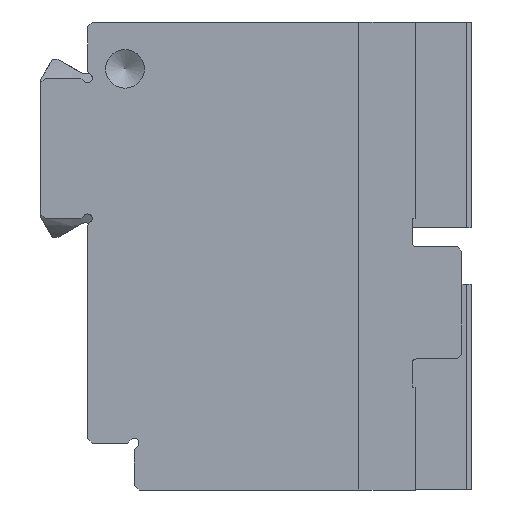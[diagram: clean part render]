
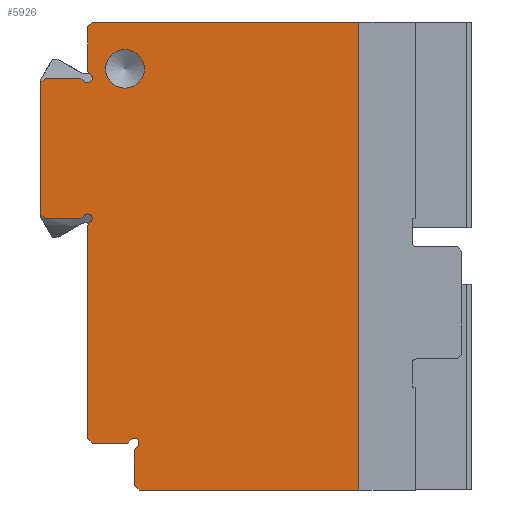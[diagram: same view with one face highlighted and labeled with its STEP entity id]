
A CAD part, left-side view. The second image highlights one B-rep face of the part: STEP entity #5926.
In plain terms, the highlighted planar face has unit normal (-1, 0, 0).
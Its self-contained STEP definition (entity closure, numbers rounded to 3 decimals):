
#4890=CARTESIAN_POINT('',(-72.83,-10.064,-1.515));
#4891=VERTEX_POINT('',#4890);
#4899=CARTESIAN_POINT('',(-72.83,-10.064,48.485));
#4900=VERTEX_POINT('',#4899);
#4907=CARTESIAN_POINT('',(-72.83,-10.064,-1.515));
#4908=DIRECTION('',(0.0,0.0,1.0));
#4909=VECTOR('',#4908,50.0);
#4910=LINE('',#4907,#4909);
#4911=EDGE_CURVE('',#4891,#4900,#4910,.T.);
#4960=CARTESIAN_POINT('',(-72.83,13.436,-1.515));
#4961=VERTEX_POINT('',#4960);
#4962=CARTESIAN_POINT('',(-72.83,-10.064,-1.515));
#4963=DIRECTION('',(0.0,1.0,0.0));
#4964=VECTOR('',#4963,23.5);
#4965=LINE('',#4962,#4964);
#4966=EDGE_CURVE('',#4891,#4961,#4965,.T.);
#5003=CARTESIAN_POINT('',(-72.83,23.436,27.485));
#5004=VERTEX_POINT('',#5003);
#5005=CARTESIAN_POINT('',(-72.83,23.936,27.985));
#5006=VERTEX_POINT('',#5005);
#5007=CARTESIAN_POINT('',(-72.83,23.436,27.485));
#5008=DIRECTION('',(0.0,0.707,0.707));
#5009=VECTOR('',#5008,0.707);
#5010=LINE('',#5007,#5009);
#5011=EDGE_CURVE('',#5004,#5006,#5010,.T.);
#5140=CARTESIAN_POINT('',(-72.83,23.936,41.985));
#5141=VERTEX_POINT('',#5140);
#5142=CARTESIAN_POINT('',(-72.83,23.936,41.985));
#5143=DIRECTION('',(0.0,0.0,-1.0));
#5144=VECTOR('',#5143,14.0);
#5145=LINE('',#5142,#5144);
#5146=EDGE_CURVE('',#5141,#5006,#5145,.T.);
#5726=CARTESIAN_POINT('',(-72.83,23.436,42.485));
#5727=VERTEX_POINT('',#5726);
#5728=CARTESIAN_POINT('',(-72.83,23.936,41.985));
#5729=DIRECTION('',(0.0,-0.707,0.707));
#5730=VECTOR('',#5729,0.707);
#5731=LINE('',#5728,#5730);
#5732=EDGE_CURVE('',#5141,#5727,#5731,.T.);
#5752=CARTESIAN_POINT('',(-72.83,14.615,25.198));
#5753=DIRECTION('',(1.0,0.0,0.0));
#5754=DIRECTION('',(0.0,0.0,-1.0));
#5755=AXIS2_PLACEMENT_3D('',#5752,#5753,#5754);
#5756=PLANE('',#5755);
#5757=ORIENTED_EDGE('',*,*,#4911,.T.);
#5758=CARTESIAN_POINT('',(-72.83,18.436,48.485));
#5759=VERTEX_POINT('',#5758);
#5760=CARTESIAN_POINT('',(-72.83,18.436,48.485));
#5761=DIRECTION('',(0.0,-1.0,0.0));
#5762=VECTOR('',#5761,28.5);
#5763=LINE('',#5760,#5762);
#5764=EDGE_CURVE('',#5759,#4900,#5763,.T.);
#5765=ORIENTED_EDGE('',*,*,#5764,.F.);
#5766=CARTESIAN_POINT('',(-72.83,18.936,47.985));
#5767=VERTEX_POINT('',#5766);
#5768=CARTESIAN_POINT('',(-72.83,18.936,47.985));
#5769=DIRECTION('',(0.0,-0.707,0.707));
#5770=VECTOR('',#5769,0.707);
#5771=LINE('',#5768,#5770);
#5772=EDGE_CURVE('',#5767,#5759,#5771,.T.);
#5773=ORIENTED_EDGE('',*,*,#5772,.F.);
#5774=CARTESIAN_POINT('',(-72.83,18.936,43.192));
#5775=VERTEX_POINT('',#5774);
#5776=CARTESIAN_POINT('',(-72.83,18.936,43.192));
#5777=DIRECTION('',(0.0,0.0,1.0));
#5778=VECTOR('',#5777,4.793);
#5779=LINE('',#5776,#5778);
#5780=EDGE_CURVE('',#5775,#5767,#5779,.T.);
#5781=ORIENTED_EDGE('',*,*,#5780,.F.);
#5782=CARTESIAN_POINT('',(-72.83,18.582,42.838));
#5783=VERTEX_POINT('',#5782);
#5784=CARTESIAN_POINT('',(-72.83,18.582,42.838));
#5785=DIRECTION('',(0.0,0.707,0.707));
#5786=VECTOR('',#5785,0.5);
#5787=LINE('',#5784,#5786);
#5788=EDGE_CURVE('',#5783,#5775,#5787,.T.);
#5789=ORIENTED_EDGE('',*,*,#5788,.F.);
#5790=CARTESIAN_POINT('',(-72.83,19.289,42.131));
#5791=VERTEX_POINT('',#5790);
#5792=CARTESIAN_POINT('',(-72.83,18.936,42.485));
#5793=DIRECTION('',(-1.,0.,0.));
#5794=DIRECTION('',(0.,-0.707,0.707));
#5795=AXIS2_PLACEMENT_3D('',#5792,#5793,#5794);
#5796=CIRCLE('',#5795,0.5);
#5797=EDGE_CURVE('',#5791,#5783,#5796,.T.);
#5798=ORIENTED_EDGE('',*,*,#5797,.F.);
#5799=CARTESIAN_POINT('',(-72.83,19.643,42.485));
#5800=VERTEX_POINT('',#5799);
#5801=CARTESIAN_POINT('',(-72.83,19.643,42.485));
#5802=DIRECTION('',(0.0,-0.707,-0.707));
#5803=VECTOR('',#5802,0.5);
#5804=LINE('',#5801,#5803);
#5805=EDGE_CURVE('',#5800,#5791,#5804,.T.);
#5806=ORIENTED_EDGE('',*,*,#5805,.F.);
#5807=CARTESIAN_POINT('',(-72.83,23.436,42.485));
#5808=DIRECTION('',(0.0,-1.0,0.0));
#5809=VECTOR('',#5808,3.793);
#5810=LINE('',#5807,#5809);
#5811=EDGE_CURVE('',#5727,#5800,#5810,.T.);
#5812=ORIENTED_EDGE('',*,*,#5811,.F.);
#5813=ORIENTED_EDGE('',*,*,#5732,.F.);
#5814=ORIENTED_EDGE('',*,*,#5146,.T.);
#5815=ORIENTED_EDGE('',*,*,#5011,.F.);
#5816=CARTESIAN_POINT('',(-72.83,19.643,27.485));
#5817=VERTEX_POINT('',#5816);
#5818=CARTESIAN_POINT('',(-72.83,19.643,27.485));
#5819=DIRECTION('',(0.0,1.0,0.0));
#5820=VECTOR('',#5819,3.793);
#5821=LINE('',#5818,#5820);
#5822=EDGE_CURVE('',#5817,#5004,#5821,.T.);
#5823=ORIENTED_EDGE('',*,*,#5822,.F.);
#5824=CARTESIAN_POINT('',(-72.83,19.289,27.838));
#5825=VERTEX_POINT('',#5824);
#5826=CARTESIAN_POINT('',(-72.83,19.289,27.838));
#5827=DIRECTION('',(0.0,0.707,-0.707));
#5828=VECTOR('',#5827,0.5);
#5829=LINE('',#5826,#5828);
#5830=EDGE_CURVE('',#5825,#5817,#5829,.T.);
#5831=ORIENTED_EDGE('',*,*,#5830,.F.);
#5832=CARTESIAN_POINT('',(-72.83,18.582,27.131));
#5833=VERTEX_POINT('',#5832);
#5834=CARTESIAN_POINT('',(-72.83,18.936,27.485));
#5835=DIRECTION('',(-1.,0.,0.));
#5836=DIRECTION('',(0.,0.707,0.707));
#5837=AXIS2_PLACEMENT_3D('',#5834,#5835,#5836);
#5838=CIRCLE('',#5837,0.5);
#5839=EDGE_CURVE('',#5833,#5825,#5838,.T.);
#5840=ORIENTED_EDGE('',*,*,#5839,.F.);
#5841=CARTESIAN_POINT('',(-72.83,18.936,26.777));
#5842=VERTEX_POINT('',#5841);
#5843=CARTESIAN_POINT('',(-72.83,18.936,26.777));
#5844=DIRECTION('',(0.0,-0.707,0.707));
#5845=VECTOR('',#5844,0.5);
#5846=LINE('',#5843,#5845);
#5847=EDGE_CURVE('',#5842,#5833,#5846,.T.);
#5848=ORIENTED_EDGE('',*,*,#5847,.F.);
#5849=CARTESIAN_POINT('',(-72.83,18.936,3.985));
#5850=VERTEX_POINT('',#5849);
#5851=CARTESIAN_POINT('',(-72.83,18.936,3.985));
#5852=DIRECTION('',(0.0,0.0,1.0));
#5853=VECTOR('',#5852,22.793);
#5854=LINE('',#5851,#5853);
#5855=EDGE_CURVE('',#5850,#5842,#5854,.T.);
#5856=ORIENTED_EDGE('',*,*,#5855,.F.);
#5857=CARTESIAN_POINT('',(-72.83,18.436,3.485));
#5858=VERTEX_POINT('',#5857);
#5859=CARTESIAN_POINT('',(-72.83,18.436,3.485));
#5860=DIRECTION('',(0.0,0.707,0.707));
#5861=VECTOR('',#5860,0.707);
#5862=LINE('',#5859,#5861);
#5863=EDGE_CURVE('',#5858,#5850,#5862,.T.);
#5864=ORIENTED_EDGE('',*,*,#5863,.F.);
#5865=CARTESIAN_POINT('',(-72.83,14.643,3.485));
#5866=VERTEX_POINT('',#5865);
#5867=CARTESIAN_POINT('',(-72.83,18.436,3.485));
#5868=DIRECTION('',(0.0,-1.0,0.0));
#5869=VECTOR('',#5868,3.793);
#5870=LINE('',#5867,#5869);
#5871=EDGE_CURVE('',#5858,#5866,#5870,.T.);
#5872=ORIENTED_EDGE('',*,*,#5871,.T.);
#5873=CARTESIAN_POINT('',(-72.83,14.289,3.838));
#5874=VERTEX_POINT('',#5873);
#5875=CARTESIAN_POINT('',(-72.83,14.643,3.485));
#5876=DIRECTION('',(0.0,-0.707,0.707));
#5877=VECTOR('',#5876,0.5);
#5878=LINE('',#5875,#5877);
#5879=EDGE_CURVE('',#5866,#5874,#5878,.T.);
#5880=ORIENTED_EDGE('',*,*,#5879,.T.);
#5881=CARTESIAN_POINT('',(-72.83,13.582,3.131));
#5882=VERTEX_POINT('',#5881);
#5883=CARTESIAN_POINT('',(-72.83,13.936,3.485));
#5884=DIRECTION('',(1.,0.,0.));
#5885=DIRECTION('',(0.,-0.707,-0.707));
#5886=AXIS2_PLACEMENT_3D('',#5883,#5884,#5885);
#5887=CIRCLE('',#5886,0.5);
#5888=EDGE_CURVE('',#5874,#5882,#5887,.T.);
#5889=ORIENTED_EDGE('',*,*,#5888,.T.);
#5890=CARTESIAN_POINT('',(-72.83,13.936,2.777));
#5891=VERTEX_POINT('',#5890);
#5892=CARTESIAN_POINT('',(-72.83,13.582,3.131));
#5893=DIRECTION('',(0.0,0.707,-0.707));
#5894=VECTOR('',#5893,0.5);
#5895=LINE('',#5892,#5894);
#5896=EDGE_CURVE('',#5882,#5891,#5895,.T.);
#5897=ORIENTED_EDGE('',*,*,#5896,.T.);
#5898=CARTESIAN_POINT('',(-72.83,13.936,-1.015));
#5899=VERTEX_POINT('',#5898);
#5900=CARTESIAN_POINT('',(-72.83,13.936,2.777));
#5901=DIRECTION('',(0.0,0.0,-1.0));
#5902=VECTOR('',#5901,3.793);
#5903=LINE('',#5900,#5902);
#5904=EDGE_CURVE('',#5891,#5899,#5903,.T.);
#5905=ORIENTED_EDGE('',*,*,#5904,.T.);
#5906=CARTESIAN_POINT('',(-72.83,13.436,-1.515));
#5907=DIRECTION('',(0.0,0.707,0.707));
#5908=VECTOR('',#5907,0.707);
#5909=LINE('',#5906,#5908);
#5910=EDGE_CURVE('',#4961,#5899,#5909,.T.);
#5911=ORIENTED_EDGE('',*,*,#5910,.F.);
#5912=ORIENTED_EDGE('',*,*,#4966,.F.);
#5913=EDGE_LOOP('',(#5757,#5765,#5773,#5781,#5789,#5798,#5806,#5812,#5813,#5814,#5815,#5823,#5831,#5840,#5848,#5856,#5864,#5872,#5880,#5889,#5897,#5905,#5911,#5912));
#5914=FACE_OUTER_BOUND('',#5913,.T.);
#5915=CARTESIAN_POINT('',(-72.83,14.936,45.552));
#5916=VERTEX_POINT('',#5915);
#5917=CARTESIAN_POINT('',(-72.83,14.936,43.485));
#5918=DIRECTION('',(1.0,0.0,0.0));
#5919=DIRECTION('',(0.0,0.0,1.0));
#5920=AXIS2_PLACEMENT_3D('',#5917,#5918,#5919);
#5921=CIRCLE('',#5920,2.067);
#5922=EDGE_CURVE('',#5916,#5916,#5921,.T.);
#5923=ORIENTED_EDGE('',*,*,#5922,.T.);
#5924=EDGE_LOOP('',(#5923));
#5925=FACE_BOUND('',#5924,.T.);
#5926=ADVANCED_FACE('',(#5914,#5925),#5756,.F.);
